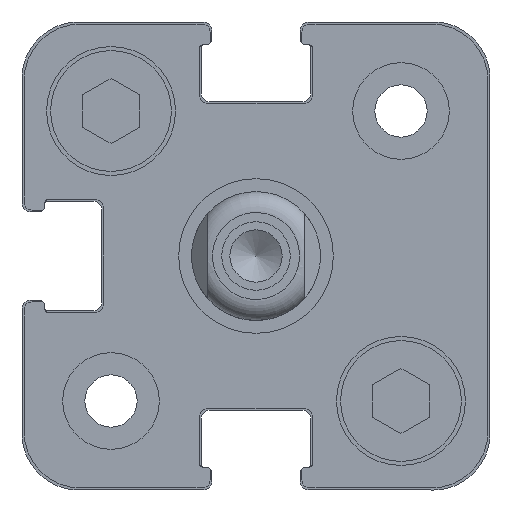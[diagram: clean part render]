
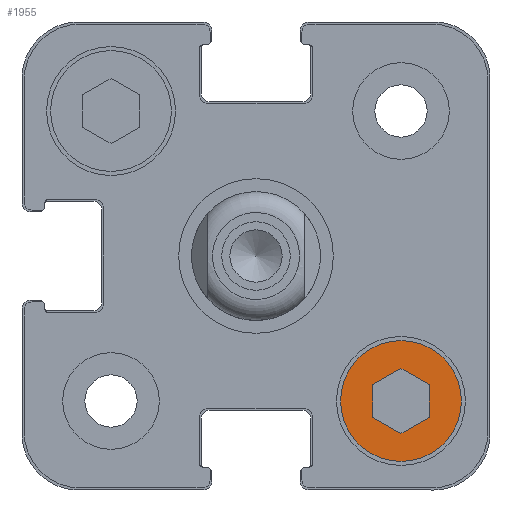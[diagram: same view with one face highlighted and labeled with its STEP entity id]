
A CAD part, front view. The second image highlights one B-rep face of the part: STEP entity #1955.
In plain terms, the highlighted planar face has unit normal (0, -1, 0).
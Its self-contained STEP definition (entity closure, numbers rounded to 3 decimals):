
#1023=CARTESIAN_POINT('',(10.75,-34.,-7.99));
#1024=VERTEX_POINT('',#1023);
#1031=CARTESIAN_POINT('',(9.,-34.,-6.979));
#1032=VERTEX_POINT('',#1031);
#1033=CARTESIAN_POINT('',(9.0,-34.,-6.979));
#1034=DIRECTION('',(0.866,0.0,-0.5));
#1035=VECTOR('',#1034,2.021);
#1036=LINE('',#1033,#1035);
#1037=EDGE_CURVE('',#1032,#1024,#1036,.T.);
#1061=CARTESIAN_POINT('',(10.75,-34.,-10.01));
#1062=VERTEX_POINT('',#1061);
#1069=CARTESIAN_POINT('',(10.75,-34.,-7.99));
#1070=DIRECTION('',(0.0,0.0,-1.0));
#1071=VECTOR('',#1070,2.021);
#1072=LINE('',#1069,#1071);
#1073=EDGE_CURVE('',#1024,#1062,#1072,.T.);
#1092=CARTESIAN_POINT('',(9.0,-34.,-11.021));
#1093=VERTEX_POINT('',#1092);
#1100=CARTESIAN_POINT('',(10.75,-34.,-10.01));
#1101=DIRECTION('',(-0.866,0.0,-0.5));
#1102=VECTOR('',#1101,2.021);
#1103=LINE('',#1100,#1102);
#1104=EDGE_CURVE('',#1062,#1093,#1103,.T.);
#1123=CARTESIAN_POINT('',(7.25,-34.,-10.01));
#1124=VERTEX_POINT('',#1123);
#1131=CARTESIAN_POINT('',(9.0,-34.,-11.021));
#1132=DIRECTION('',(-0.866,0.0,0.5));
#1133=VECTOR('',#1132,2.021);
#1134=LINE('',#1131,#1133);
#1135=EDGE_CURVE('',#1093,#1124,#1134,.T.);
#1154=CARTESIAN_POINT('',(7.25,-34.,-7.99));
#1155=VERTEX_POINT('',#1154);
#1162=CARTESIAN_POINT('',(7.25,-34.,-10.01));
#1163=DIRECTION('',(0.0,0.0,1.0));
#1164=VECTOR('',#1163,2.021);
#1165=LINE('',#1162,#1164);
#1166=EDGE_CURVE('',#1124,#1155,#1165,.T.);
#1184=CARTESIAN_POINT('',(7.25,-34.,-7.99));
#1185=DIRECTION('',(0.866,0.0,0.5));
#1186=VECTOR('',#1185,2.021);
#1187=LINE('',#1184,#1186);
#1188=EDGE_CURVE('',#1155,#1032,#1187,.T.);
#1292=CARTESIAN_POINT('',(12.75,-34.,-9.));
#1293=VERTEX_POINT('',#1292);
#1294=CARTESIAN_POINT('',(9.0,-34.,-9.0));
#1295=DIRECTION('',(0.0,-1.0,0.0));
#1296=DIRECTION('',(-1.0,0.0,0.0));
#1297=AXIS2_PLACEMENT_3D('',#1294,#1295,#1296);
#1298=CIRCLE('',#1297,3.75);
#1299=EDGE_CURVE('',#1293,#1293,#1298,.T.);
#1939=CARTESIAN_POINT('',(-0.728,-34.,0.));
#1940=DIRECTION('',(0.0,1.0,0.0));
#1941=DIRECTION('',(0.0,0.0,1.0));
#1942=AXIS2_PLACEMENT_3D('',#1939,#1940,#1941);
#1943=PLANE('',#1942);
#1944=ORIENTED_EDGE('',*,*,#1299,.T.);
#1945=EDGE_LOOP('',(#1944));
#1946=FACE_OUTER_BOUND('',#1945,.T.);
#1947=ORIENTED_EDGE('',*,*,#1037,.T.);
#1948=ORIENTED_EDGE('',*,*,#1073,.T.);
#1949=ORIENTED_EDGE('',*,*,#1104,.T.);
#1950=ORIENTED_EDGE('',*,*,#1135,.T.);
#1951=ORIENTED_EDGE('',*,*,#1166,.T.);
#1952=ORIENTED_EDGE('',*,*,#1188,.T.);
#1953=EDGE_LOOP('',(#1947,#1948,#1949,#1950,#1951,#1952));
#1954=FACE_BOUND('',#1953,.T.);
#1955=ADVANCED_FACE('',(#1946,#1954),#1943,.F.);
